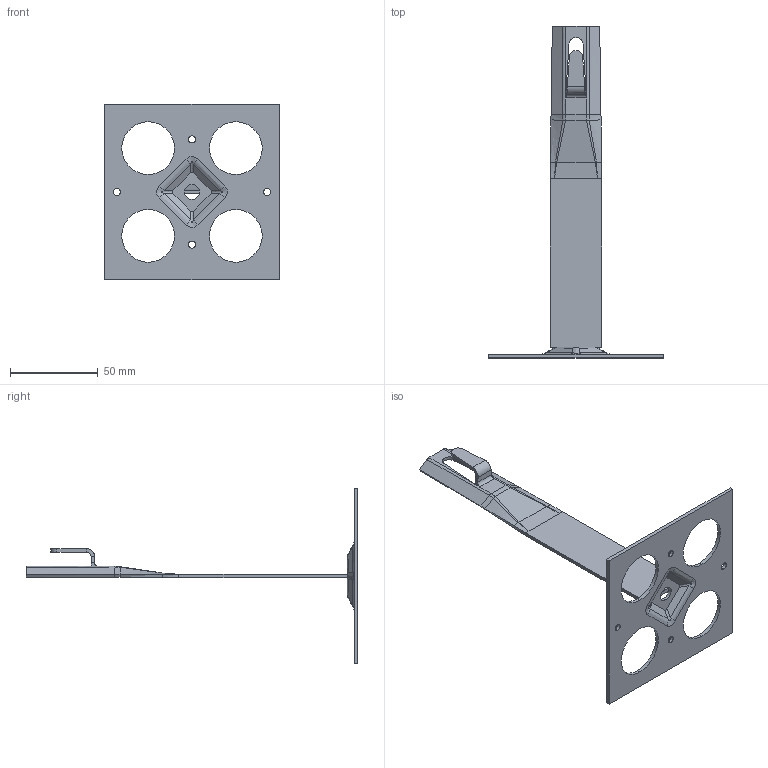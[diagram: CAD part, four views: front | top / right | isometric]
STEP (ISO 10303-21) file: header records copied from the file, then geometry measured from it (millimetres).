
FILE_DESCRIPTION (( 'STEP AP203' ), '1' );
FILE_NAME ('1210 Ïðèêëåèâàåìûé äåðæàòåëü ñ ìåòàëëè÷åñêèì îñíîâàíèåì Í-15(ñì).STEP', '2024-03-05T12:29:45', ( '' ), ( '' ), 'SwSTEP 2.0', 'SolidWorks 2022', '' );
FILE_SCHEMA (( 'CONFIG_CONTROL_DESIGN' ));
Length unit declared in the file: millimetre
Products named in the file (4): 1210.100 Держатель приклеиваемый зажимной_00; 1206.101 Основание; 1210.101 Прямой держатель зажимной; 1210 Приклеиваемый держатель с металлическим основанием Н-15(см)
Assembly tree (3 placements, depth 3):
  1210 Приклеиваемый держатель с металлическим основанием Н-15(см)
    1210.100 Держатель приклеиваемый зажимной_00
      1206.101 Основание
      1210.101 Прямой держатель зажимной
Bounding box: 99.5 x 189 x 100 mm (x, y, z)
Volume: 24960.2 mm3; surface area: 27802.7 mm2
Topology: 2 solids, 2 shells, 158 faces, 394 edges, 240 vertices
Faces by surface type: bspline 92, plane 38, cylinder 28
Entity records: 7809 total; most frequent: CARTESIAN_POINT 4392, ORIENTED_EDGE 784, EDGE_CURVE 392, DIRECTION 374, VERTEX_POINT 240, B_SPLINE_CURVE_WITH_KNOTS 236, EDGE_LOOP 176, ADVANCED_FACE 156
